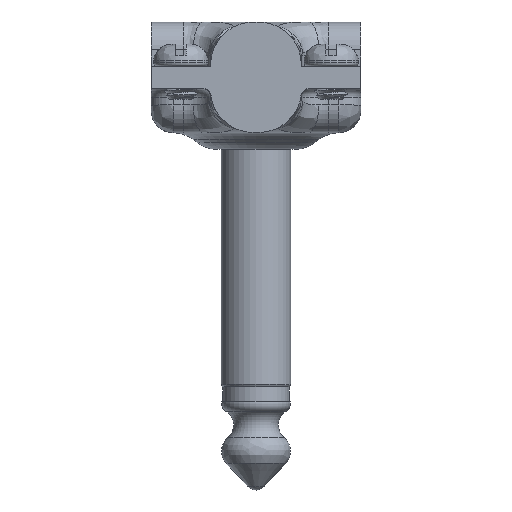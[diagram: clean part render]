
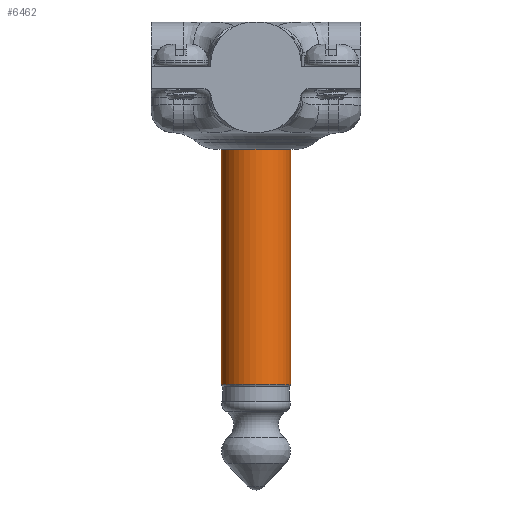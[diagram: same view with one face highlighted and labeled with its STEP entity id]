
A CAD part, top view. The second image highlights one B-rep face of the part: STEP entity #6462.
In plain terms, the highlighted cylindrical face has radius 3.15 mm (diameter 6.3 mm), a partial arc.
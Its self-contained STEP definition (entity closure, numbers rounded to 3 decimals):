
#2216=CARTESIAN_POINT('',(0.,-6.5,-18.75));
#2217=DIRECTION('',(0.,1.,0.));
#2218=DIRECTION('',(-1.,0.,0.));
#2219=AXIS2_PLACEMENT_3D('',#2216,#2217,#2218);
#2226=CARTESIAN_POINT('',(0.,-27.8,-18.75));
#2227=DIRECTION('',(0.,-1.,0.));
#2228=DIRECTION('',(1.,0.,0.));
#2229=AXIS2_PLACEMENT_3D('',#2226,#2227,#2228);
#2231=DIRECTION('',(0.,-1.,0.));
#2232=VECTOR('',#2231,21.3);
#2233=CARTESIAN_POINT('',(-3.15,-6.5,-18.75));
#2234=LINE('',#2233,#2232);
#2240=DIRECTION('',(0.,-1.,0.));
#2241=VECTOR('',#2240,21.3);
#2242=CARTESIAN_POINT('',(3.15,-6.5,-18.75));
#2243=LINE('',#2242,#2241);
#3149=CARTESIAN_POINT('',(3.15,-27.8,-18.75));
#3150=CARTESIAN_POINT('',(-3.15,-27.8,-18.75));
#3151=VERTEX_POINT('',#3149);
#3152=VERTEX_POINT('',#3150);
#3153=CARTESIAN_POINT('',(-3.15,-6.5,-18.75));
#3154=CARTESIAN_POINT('',(3.15,-6.5,-18.75));
#3155=VERTEX_POINT('',#3153);
#3156=VERTEX_POINT('',#3154);
#6448=CARTESIAN_POINT('',(0.,-29.075,-18.75));
#6449=DIRECTION('',(0.,1.,0.));
#6450=DIRECTION('',(1.,0.,0.));
#6451=AXIS2_PLACEMENT_3D('',#6448,#6449,#6450);
#6452=CYLINDRICAL_SURFACE('',#6451,3.15);
#6453=ORIENTED_EDGE('',*,*,#6441,.T.);
#6455=ORIENTED_EDGE('',*,*,#6454,.T.);
#6457=ORIENTED_EDGE('',*,*,#6456,.T.);
#6459=ORIENTED_EDGE('',*,*,#6458,.F.);
#6460=EDGE_LOOP('',(#6453,#6455,#6457,#6459));
#6461=FACE_OUTER_BOUND('',#6460,.F.);
#2220=CIRCLE('',#2219,3.15);
#2230=CIRCLE('',#2229,3.15);
#6441=EDGE_CURVE('',#3155,#3156,#2220,.T.);
#6454=EDGE_CURVE('',#3156,#3151,#2243,.T.);
#6456=EDGE_CURVE('',#3151,#3152,#2230,.T.);
#6458=EDGE_CURVE('',#3155,#3152,#2234,.T.);
#6462=ADVANCED_FACE('',(#6461),#6452,.T.);
